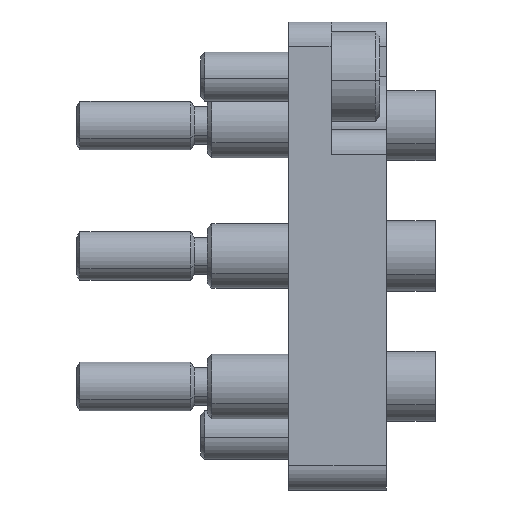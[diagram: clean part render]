
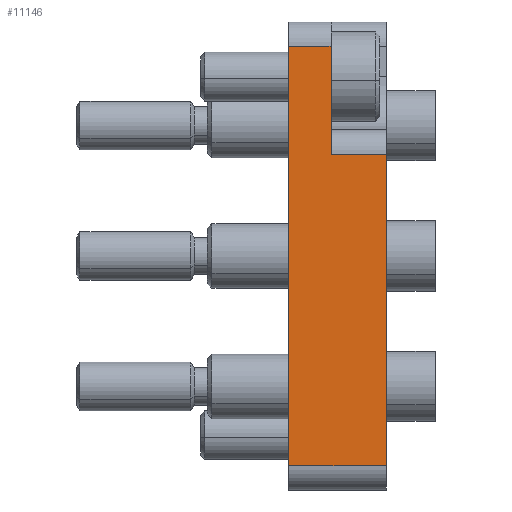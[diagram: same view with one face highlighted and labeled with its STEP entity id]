
A CAD part, front view. The second image highlights one B-rep face of the part: STEP entity #11146.
In plain terms, the highlighted face is planar.
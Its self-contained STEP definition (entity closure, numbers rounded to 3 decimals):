
#961 = ORIENTED_EDGE ( 'NONE', *, *, #8747, .T. ) ;
#1256 = CARTESIAN_POINT ( 'NONE',  ( 30., 0., 12.85 ) ) ;
#1407 = DIRECTION ( 'NONE',  ( 0., 0., -1. ) ) ;
#1502 = CARTESIAN_POINT ( 'NONE',  ( 30., 6., -12.85 ) ) ;
#2564 = VECTOR ( 'NONE', #1407, 1000. ) ;
#2703 = DIRECTION ( 'NONE',  ( 0., -1., 0. ) ) ;
#3185 = VERTEX_POINT ( 'NONE', #18654 ) ;
#4465 = EDGE_CURVE ( 'NONE', #15697, #15111, #5788, .T. ) ;
#4678 = VECTOR ( 'NONE', #17896, 1000. ) ;
#4979 = VECTOR ( 'NONE', #10412, 1000. ) ;
#5420 = EDGE_LOOP ( 'NONE', ( #12953, #16925, #12610, #961, #5746, #13078 ) ) ;
#5539 = CARTESIAN_POINT ( 'NONE',  ( 30., 2.6, 6.25 ) ) ;
#5598 = VECTOR ( 'NONE', #18543, 1000. ) ;
#5746 = ORIENTED_EDGE ( 'NONE', *, *, #4465, .T. ) ;
#5788 = LINE ( 'NONE', #14750, #4979 ) ;
#6471 = CARTESIAN_POINT ( 'NONE',  ( 30., 0., 12.85 ) ) ;
#6989 = LINE ( 'NONE', #5539, #7442 ) ;
#7442 = VECTOR ( 'NONE', #12795, 1000. ) ;
#8106 = LINE ( 'NONE', #9464, #5598 ) ;
#8747 = EDGE_CURVE ( 'NONE', #12395, #15697, #9753, .T. ) ;
#9213 = CARTESIAN_POINT ( 'NONE',  ( 30., 6., -12.85 ) ) ;
#9464 = CARTESIAN_POINT ( 'NONE',  ( 30., 6., 14.35 ) ) ;
#9753 = LINE ( 'NONE', #1256, #16510 ) ;
#10412 = DIRECTION ( 'NONE',  ( 0., 0., -1. ) ) ;
#11146 = ADVANCED_FACE ( 'NONE', ( #14581 ), #19042, .T. ) ;
#11377 = EDGE_CURVE ( 'NONE', #3185, #13699, #8106, .T. ) ;
#11826 = LINE ( 'NONE', #9213, #4678 ) ;
#11948 = CARTESIAN_POINT ( 'NONE',  ( 30., 2.6, 12.85 ) ) ;
#12334 = VERTEX_POINT ( 'NONE', #17269 ) ;
#12395 = VERTEX_POINT ( 'NONE', #11948 ) ;
#12610 = ORIENTED_EDGE ( 'NONE', *, *, #17184, .F. ) ;
#12705 = AXIS2_PLACEMENT_3D ( 'NONE', #18763, #12875, #17585 ) ;
#12761 = EDGE_CURVE ( 'NONE', #15111, #13699, #11826, .T. ) ;
#12795 = DIRECTION ( 'NONE',  ( 0., -1., 0. ) ) ;
#12875 = DIRECTION ( 'NONE',  ( 1., 0., 0. ) ) ;
#12915 = EDGE_CURVE ( 'NONE', #3185, #12334, #6989, .T. ) ;
#12953 = ORIENTED_EDGE ( 'NONE', *, *, #11377, .F. ) ;
#13021 = CARTESIAN_POINT ( 'NONE',  ( 30., 2.6, 7.75 ) ) ;
#13078 = ORIENTED_EDGE ( 'NONE', *, *, #12761, .T. ) ;
#13699 = VERTEX_POINT ( 'NONE', #1502 ) ;
#14310 = CARTESIAN_POINT ( 'NONE',  ( 30., 0., -12.85 ) ) ;
#14581 = FACE_OUTER_BOUND ( 'NONE', #5420, .T. ) ;
#14750 = CARTESIAN_POINT ( 'NONE',  ( 30., 0., 14.35 ) ) ;
#15111 = VERTEX_POINT ( 'NONE', #14310 ) ;
#15697 = VERTEX_POINT ( 'NONE', #6471 ) ;
#16510 = VECTOR ( 'NONE', #2703, 1000. ) ;
#16925 = ORIENTED_EDGE ( 'NONE', *, *, #12915, .T. ) ;
#17184 = EDGE_CURVE ( 'NONE', #12395, #12334, #18813, .T. ) ;
#17269 = CARTESIAN_POINT ( 'NONE',  ( 30., 2.6, 6.25 ) ) ;
#17585 = DIRECTION ( 'NONE',  ( 0., 1., 0. ) ) ;
#17896 = DIRECTION ( 'NONE',  ( 0., 1., 0. ) ) ;
#18543 = DIRECTION ( 'NONE',  ( 0., 0., -1. ) ) ;
#18654 = CARTESIAN_POINT ( 'NONE',  ( 30., 6., 6.25 ) ) ;
#18763 = CARTESIAN_POINT ( 'NONE',  ( 30., 6., 14.35 ) ) ;
#18813 = LINE ( 'NONE', #13021, #2564 ) ;
#19042 = PLANE ( 'NONE',  #12705 ) ;
